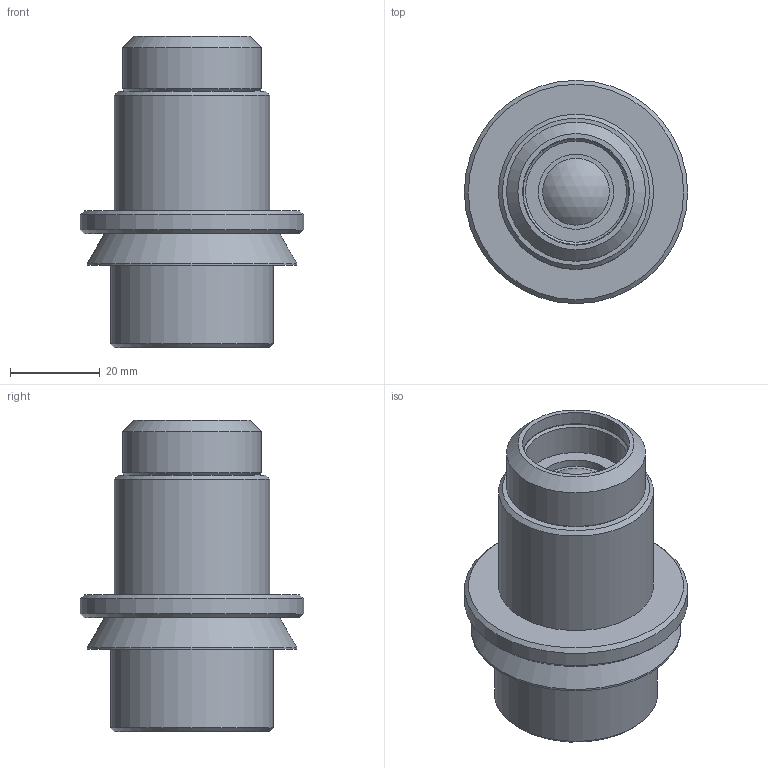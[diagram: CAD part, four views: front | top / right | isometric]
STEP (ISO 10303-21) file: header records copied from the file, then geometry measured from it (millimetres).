
FILE_DESCRIPTION((''),'2;1');
FILE_NAME('is-gci.stp','2011-05-10T07:25:30',('JC'),(''),'Autodesk Inventor 11','Autodesk Inventor 11','');
FILE_SCHEMA(('AUTOMOTIVE_DESIGN { 1 0 10303 214 1 1 1 1 }'));
Length unit declared in the file: inch
Products named in the file (1): is-gci1
Bounding box: 49.78 x 49.78 x 69.34 mm (x, y, z)
Volume: 64156.8 mm3; surface area: 13678.6 mm2
Topology: 1 solids, 1 shells, 30 faces, 50 edges, 32 vertices
Faces by surface type: plane 10, cylinder 9, cone 9, sphere 2
Full cylindrical faces by diameter (mm): 16.764 x1, 22.53 x1, 23.825 x1, 25.718 x1, 30.988 x1, 34.595 x1, 36.373 x1, 46.736 x1, 49.784 x1
Entity records: 619 total; most frequent: DIRECTION 120, CARTESIAN_POINT 89, AXIS2_PLACEMENT_3D 60, ORIENTED_EDGE 58, EDGE_LOOP 58, FACE_OUTER_BOUND 30, ADVANCED_FACE 30, VERTEX_POINT 29
